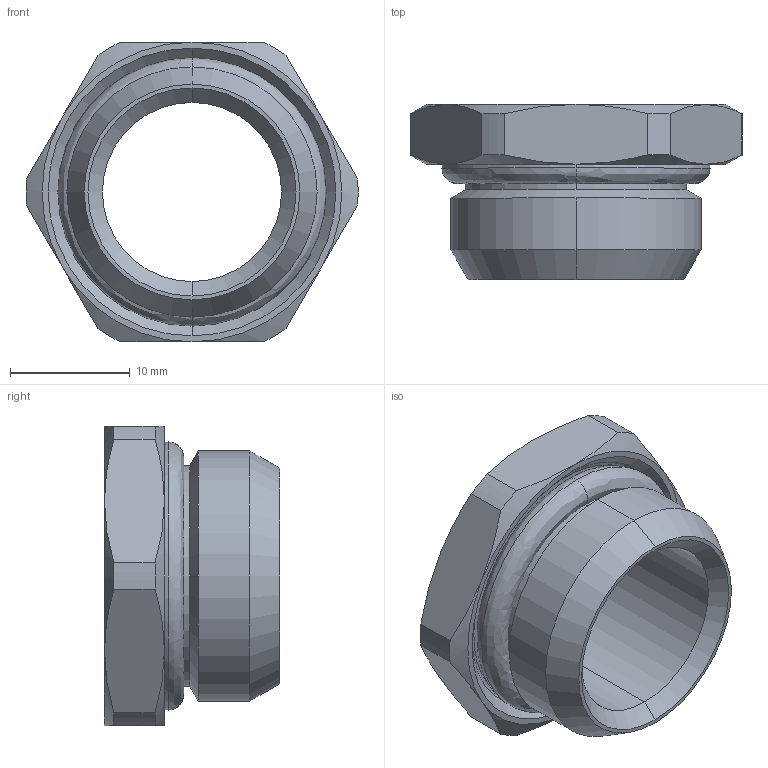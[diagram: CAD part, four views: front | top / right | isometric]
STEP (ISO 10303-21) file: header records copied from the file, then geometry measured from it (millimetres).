
FILE_DESCRIPTION (( 'STEP AP214' ), '1' );
FILE_NAME ('DRF.MFG04G03.STEP', '2016-05-25T08:47:22', ( 'Gebruiker' ), ( '' ), 'SwSTEP 2.0', 'SolidWorks 2016', '' );
FILE_SCHEMA (( 'AUTOMOTIVE_DESIGN' ));
Length unit declared in the file: millimetre
Products named in the file (1): DRF.MFG04G03
Bounding box: 27.69 x 14.6 x 25 mm (x, y, z)
Volume: 3199.2 mm3; surface area: 2966.5 mm2
Topology: 2 solids, 2 shells, 52 faces, 118 edges, 70 vertices
Faces by surface type: cone 22, cylinder 12, plane 10, bspline 8
Entity records: 2049 total; most frequent: CARTESIAN_POINT 849, DIRECTION 242, ORIENTED_EDGE 236, EDGE_CURVE 118, AXIS2_PLACEMENT_3D 107, VERTEX_POINT 70, CIRCLE 62, EDGE_LOOP 56
